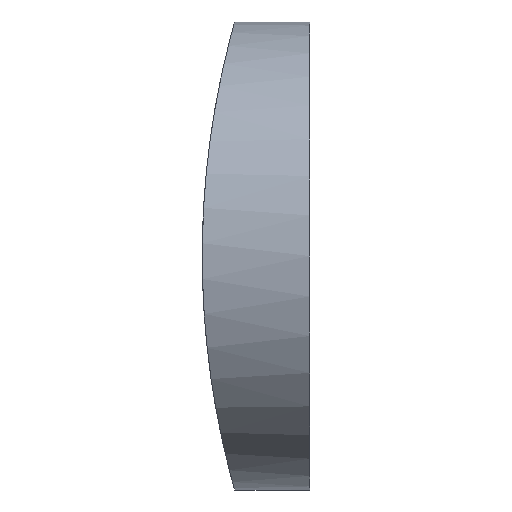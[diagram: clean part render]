
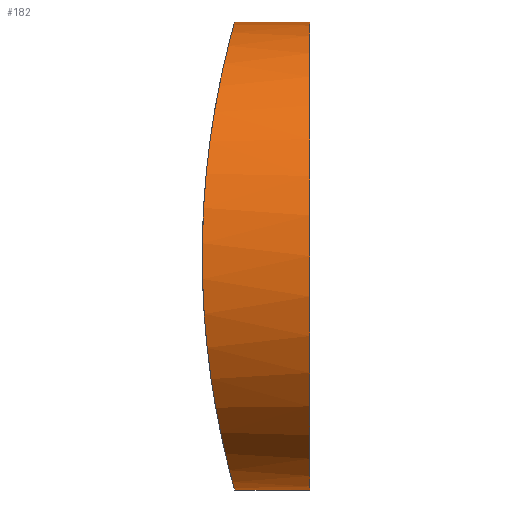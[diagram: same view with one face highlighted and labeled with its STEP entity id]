
A CAD part, front view. The second image highlights one B-rep face of the part: STEP entity #182.
In plain terms, the highlighted cylindrical face has radius 6.25 mm (diameter 12.5 mm), a partial arc.
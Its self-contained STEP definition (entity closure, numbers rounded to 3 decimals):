
#4 = CARTESIAN_POINT ( 'NONE',  ( -17.752, 4.819, -6.087 ) ) ;
#7 = CARTESIAN_POINT ( 'NONE',  ( -18.575, 0., 0.415 ) ) ;
#9 = DIRECTION ( 'NONE',  ( 1., 0., 0. ) ) ;
#16 = DIRECTION ( 'NONE',  ( 1., 0., 0. ) ) ;
#19 = CARTESIAN_POINT ( 'NONE',  ( -17.752, 4.827, 6.089 ) ) ;
#21 = CARTESIAN_POINT ( 'NONE',  ( -15.705, 6.25, 6.25 ) ) ;
#25 = CARTESIAN_POINT ( 'NONE',  ( -28.405, 6.25, 6.25 ) ) ;
#26 = CARTESIAN_POINT ( 'NONE',  ( -17.707, 5.835, -6.25 ) ) ;
#28 = AXIS2_PLACEMENT_3D ( 'NONE', #128, #205, #165 ) ;
#29 = VERTEX_POINT ( 'NONE', #107 ) ;
#32 = CARTESIAN_POINT ( 'NONE',  ( -18.517, 0.214, 1.633 ) ) ;
#34 = CARTESIAN_POINT ( 'NONE',  ( -18.088, 2.126, 4.701 ) ) ;
#35 = CYLINDRICAL_SURFACE ( 'NONE', #28, 6.25 ) ;
#41 = CARTESIAN_POINT ( 'NONE',  ( -17.817, 4.034, -5.848 ) ) ;
#43 = CARTESIAN_POINT ( 'NONE',  ( -18.486, 0.333, 2.025 ) ) ;
#44 = CARTESIAN_POINT ( 'NONE',  ( -17.816, 4.04, 5.85 ) ) ;
#46 = CARTESIAN_POINT ( 'NONE',  ( -18.409, 0.636, -2.777 ) ) ;
#52 = EDGE_CURVE ( 'NONE', #206, #124, #56, .T. ) ;
#56 = LINE ( 'NONE', #25, #76 ) ;
#57 = CARTESIAN_POINT ( 'NONE',  ( -18.468, 0.403, 2.216 ) ) ;
#58 = CARTESIAN_POINT ( 'NONE',  ( -18.361, 0.83, 3.14 ) ) ;
#65 = CARTESIAN_POINT ( 'NONE',  ( -18.564, 0.041, -0.822 ) ) ;
#66 = CARTESIAN_POINT ( 'NONE',  ( -18.116, 1.975, 4.564 ) ) ;
#67 = CARTESIAN_POINT ( 'NONE',  ( -18.201, 1.545, 4.134 ) ) ;
#71 = CARTESIAN_POINT ( 'NONE',  ( -17.926, 3.111, -5.42 ) ) ;
#75 = CARTESIAN_POINT ( 'NONE',  ( -17.798, 4.235, 5.92 ) ) ;
#76 = VECTOR ( 'NONE', #16, 1000. ) ;
#77 = CARTESIAN_POINT ( 'NONE',  ( -18.257, 1.29, -3.808 ) ) ;
#80 = CARTESIAN_POINT ( 'NONE',  ( -18.518, 0.21, -1.621 ) ) ;
#81 = CARTESIAN_POINT ( 'NONE',  ( -15.705, 6.25, 0. ) ) ;
#84 = CARTESIAN_POINT ( 'NONE',  ( -17.926, 3.116, 5.423 ) ) ;
#87 = CARTESIAN_POINT ( 'NONE',  ( -17.766, 4.618, -6.037 ) ) ;
#90 = CARTESIAN_POINT ( 'NONE',  ( -18.089, 2.116, -4.705 ) ) ;
#91 = EDGE_LOOP ( 'NONE', ( #211, #171, #102, #222 ) ) ;
#96 = CARTESIAN_POINT ( 'NONE',  ( -17.707, 6.25, 6.25 ) ) ;
#97 = CARTESIAN_POINT ( 'NONE',  ( -18.201, 1.55, -4.125 ) ) ;
#98 = CARTESIAN_POINT ( 'NONE',  ( -18.032, 2.442, 4.96 ) ) ;
#99 = CARTESIAN_POINT ( 'NONE',  ( -17.877, 3.474, 5.614 ) ) ;
#102 = ORIENTED_EDGE ( 'NONE', *, *, #152, .T. ) ;
#107 = CARTESIAN_POINT ( 'NONE',  ( -15.705, 6.25, -6.25 ) ) ;
#110 = CIRCLE ( 'NONE', #176, 6.25 ) ;
#112 = CARTESIAN_POINT ( 'NONE',  ( -17.765, 4.629, 6.04 ) ) ;
#113 = CARTESIAN_POINT ( 'NONE',  ( -17.707, 6.25, -6.25 ) ) ;
#117 = CARTESIAN_POINT ( 'NONE',  ( -18.362, 0.828, -3.135 ) ) ;
#124 = VERTEX_POINT ( 'NONE', #21 ) ;
#125 = CARTESIAN_POINT ( 'NONE',  ( -17.707, 6.25, -6.25 ) ) ;
#126 = CARTESIAN_POINT ( 'NONE',  ( -17.718, 5.426, -6.209 ) ) ;
#127 = B_SPLINE_CURVE_WITH_KNOTS ( 'NONE', 3,
 ( #156, #194, #223, #19, #112, #75, #44, #99, #84, #145, #98, #34, #66, #67, #135, #58, #147, #57, #43, #32, #187, #173, #7, #189, #65, #209, #80, #203, #163, #46, #117, #199, #77, #97, #224, #90, #197, #71, #170, #41, #213, #87, #4, #126, #26, #125 ),
 .UNSPECIFIED., .F., .F.,
 ( 4, 2, 2, 2, 2, 2, 2, 2, 2, 2, 2, 2, 2, 2, 2, 2, 2, 2, 2, 2, 2, 2, 4 ),
 ( 0.01, 0.011, 0.012, 0.012, 0.013, 0.014, 0.015, 0.016, 0.017, 0.018, 0.018, 0.02, 0.021, 0.021, 0.022, 0.023, 0.024, 0.025, 0.026, 0.027, 0.028, 0.028, 0.029 ),
 .UNSPECIFIED. ) ;
#128 = CARTESIAN_POINT ( 'NONE',  ( -28.405, 6.25, 0. ) ) ;
#135 = CARTESIAN_POINT ( 'NONE',  ( -18.257, 1.287, 3.821 ) ) ;
#142 = CARTESIAN_POINT ( 'NONE',  ( -28.405, 6.25, -6.25 ) ) ;
#145 = CARTESIAN_POINT ( 'NONE',  ( -18.005, 2.607, 5.083 ) ) ;
#147 = CARTESIAN_POINT ( 'NONE',  ( -18.409, 0.637, 2.779 ) ) ;
#150 = DIRECTION ( 'NONE',  ( 0., 0., -1. ) ) ;
#152 = EDGE_CURVE ( 'NONE', #167, #29, #219, .T. ) ;
#156 = CARTESIAN_POINT ( 'NONE',  ( -17.707, 6.25, 6.25 ) ) ;
#158 = EDGE_CURVE ( 'NONE', #206, #167, #127, .T. ) ;
#162 = DIRECTION ( 'NONE',  ( 1., 0., 0. ) ) ;
#163 = CARTESIAN_POINT ( 'NONE',  ( -18.469, 0.4, -2.21 ) ) ;
#165 = DIRECTION ( 'NONE',  ( 0., 0., -1. ) ) ;
#167 = VERTEX_POINT ( 'NONE', #113 ) ;
#169 = EDGE_CURVE ( 'NONE', #124, #29, #110, .T. ) ;
#170 = CARTESIAN_POINT ( 'NONE',  ( -17.878, 3.471, -5.613 ) ) ;
#171 = ORIENTED_EDGE ( 'NONE', *, *, #158, .T. ) ;
#173 = CARTESIAN_POINT ( 'NONE',  ( -18.564, 0.041, 0.825 ) ) ;
#176 = AXIS2_PLACEMENT_3D ( 'NONE', #81, #162, #150 ) ;
#178 = VECTOR ( 'NONE', #9, 1000. ) ;
#182 = ADVANCED_FACE ( 'NONE', ( #196 ), #35, .T. ) ;
#187 = CARTESIAN_POINT ( 'NONE',  ( -18.531, 0.163, 1.431 ) ) ;
#189 = CARTESIAN_POINT ( 'NONE',  ( -18.575, 0., -0.414 ) ) ;
#194 = CARTESIAN_POINT ( 'NONE',  ( -17.707, 5.835, 6.25 ) ) ;
#196 = FACE_OUTER_BOUND ( 'NONE', #91, .T. ) ;
#197 = CARTESIAN_POINT ( 'NONE',  ( -18.032, 2.429, -4.963 ) ) ;
#199 = CARTESIAN_POINT ( 'NONE',  ( -18.284, 1.167, -3.643 ) ) ;
#203 = CARTESIAN_POINT ( 'NONE',  ( -18.487, 0.33, -2.015 ) ) ;
#205 = DIRECTION ( 'NONE',  ( 1., 0., 0. ) ) ;
#206 = VERTEX_POINT ( 'NONE', #96 ) ;
#209 = CARTESIAN_POINT ( 'NONE',  ( -18.531, 0.161, -1.423 ) ) ;
#211 = ORIENTED_EDGE ( 'NONE', *, *, #52, .F. ) ;
#213 = CARTESIAN_POINT ( 'NONE',  ( -17.798, 4.226, -5.917 ) ) ;
#219 = LINE ( 'NONE', #142, #178 ) ;
#222 = ORIENTED_EDGE ( 'NONE', *, *, #169, .F. ) ;
#223 = CARTESIAN_POINT ( 'NONE',  ( -17.718, 5.428, 6.209 ) ) ;
#224 = CARTESIAN_POINT ( 'NONE',  ( -18.173, 1.686, -4.275 ) ) ;
